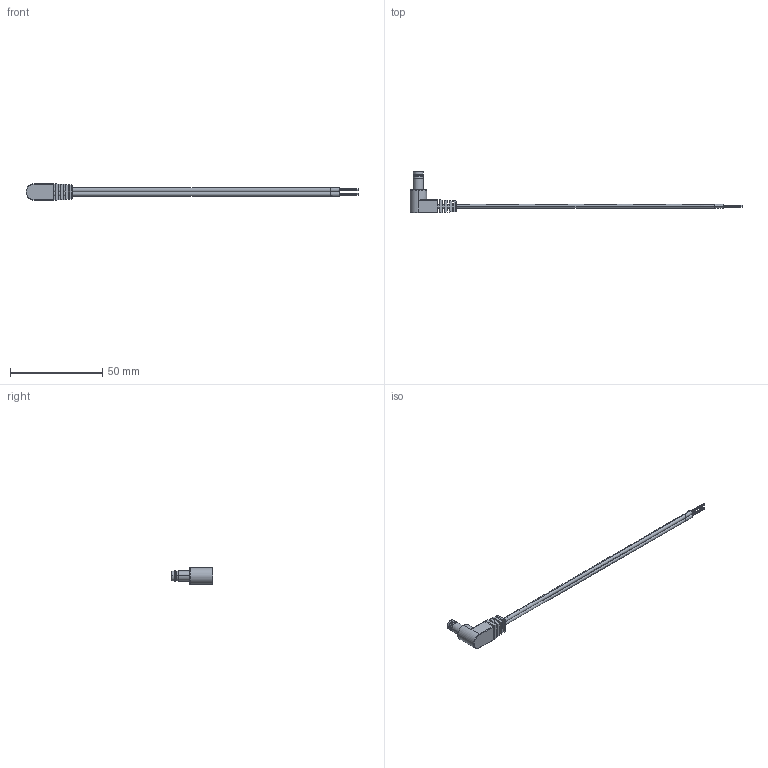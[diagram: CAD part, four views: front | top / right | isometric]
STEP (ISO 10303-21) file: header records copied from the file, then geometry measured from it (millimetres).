
FILE_DESCRIPTION (( 'STEP AP203' ), '1' );
FILE_NAME ('10-01553.STEP', '2021-11-04T00:05:28', ( '' ), ( '' ), 'SwSTEP 2.0', 'SolidWorks 2021', '' );
FILE_SCHEMA (( 'CONFIG_CONTROL_DESIGN' ));
Length unit declared in the file: millimetre
Products named in the file (8): 50-00261 contact 2; 30-00007_s+t; 24-00035_1; 10-01553; 50-00261 insulator; 50-00261 shell; 50-00261 contact 1; 50-00261
Assembly tree (7 placements, depth 3):
  10-01553
    30-00007_s+t
    24-00035_1
    50-00261
      50-00261 shell
      50-00261 insulator
      50-00261 contact 2
      50-00261 contact 1
Bounding box: 180 x 22.5 x 9 mm (x, y, z)
Volume: 2969.9 mm3; surface area: 17843.3 mm2
Topology: 179 solids, 179 shells, 1127 faces, 2195 edges, 1443 vertices
Faces by surface type: cylinder 547, plane 478, bspline 62, torus 21, cone 19
Entity records: 31923 total; most frequent: CARTESIAN_POINT 7219, DIRECTION 5334, ORIENTED_EDGE 4386, AXIS2_PLACEMENT_3D 2213, EDGE_CURVE 2193, VERTEX_POINT 1443, EDGE_LOOP 1316, CIRCLE 1137
